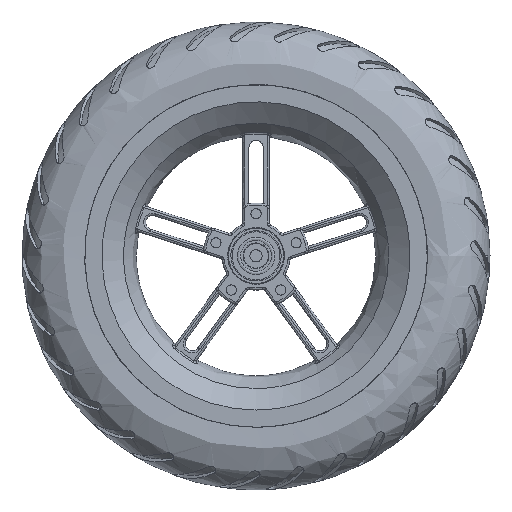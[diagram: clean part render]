
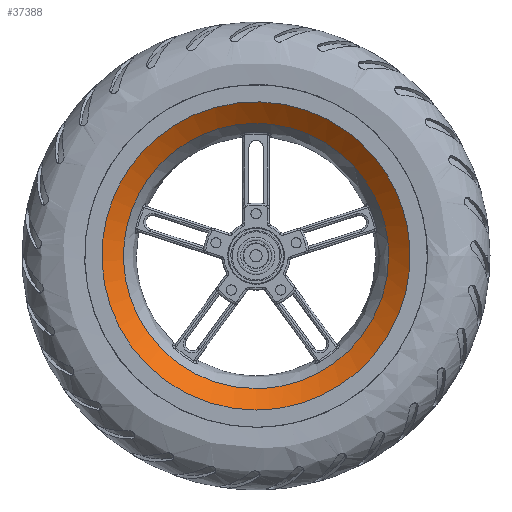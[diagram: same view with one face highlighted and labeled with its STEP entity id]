
A CAD part, top view. The second image highlights one B-rep face of the part: STEP entity #37388.
In plain terms, the highlighted free-form (B-spline) face has degree [2, 1] with [9, 2] control points.
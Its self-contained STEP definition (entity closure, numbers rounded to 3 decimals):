
#34176 = EDGE_CURVE('',#34177,#34179,#34181,.T.);
#34177 = VERTEX_POINT('',#34178);
#34178 = CARTESIAN_POINT('',(0.,-73.465,
    42.148));
#34179 = VERTEX_POINT('',#34180);
#34180 = CARTESIAN_POINT('',(73.465,0.,
    42.148));
#34181 = ( BOUNDED_CURVE() B_SPLINE_CURVE(2,(#34182,#34183,#34184,#34185
,#34186),.UNSPECIFIED.,.F.,.F.) B_SPLINE_CURVE_WITH_KNOTS((3,2,3),(
    1.571,3.927,6.283),
.PIECEWISE_BEZIER_KNOTS.) CURVE() GEOMETRIC_REPRESENTATION_ITEM() 
RATIONAL_B_SPLINE_CURVE((1.,0.383,1.,0.383,1.)) 
REPRESENTATION_ITEM('') );
#34182 = CARTESIAN_POINT('',(0.,-73.465,
    42.148));
#34183 = CARTESIAN_POINT('',(-177.36,-73.465,
    42.148));
#34184 = CARTESIAN_POINT('',(-51.948,51.948,
    42.148));
#34185 = CARTESIAN_POINT('',(73.465,177.36,
    42.148));
#34186 = CARTESIAN_POINT('',(73.465,0.,
    42.148));
#34188 = EDGE_CURVE('',#34179,#34177,#34189,.T.);
#34189 = ( BOUNDED_CURVE() B_SPLINE_CURVE(2,(#34190,#34191,#34192),
.UNSPECIFIED.,.F.,.F.) B_SPLINE_CURVE_WITH_KNOTS((3,3),(0.,
1.571),.PIECEWISE_BEZIER_KNOTS.) CURVE() 
GEOMETRIC_REPRESENTATION_ITEM() RATIONAL_B_SPLINE_CURVE((1.,
0.707,1.)) REPRESENTATION_ITEM('') );
#34190 = CARTESIAN_POINT('',(73.465,0.,42.148));
#34191 = CARTESIAN_POINT('',(73.465,-73.465,
    42.148));
#34192 = CARTESIAN_POINT('',(0.,-73.465,
    42.148));
#37388 = ADVANCED_FACE('',(#37389),#37411,.F.);
#37389 = FACE_BOUND('',#37390,.F.);
#37390 = EDGE_LOOP('',(#37391,#37398,#37408,#37409,#37410));
#37391 = ORIENTED_EDGE('',*,*,#37392,.T.);
#37392 = EDGE_CURVE('',#34177,#37393,#37395,.T.);
#37393 = VERTEX_POINT('',#37394);
#37394 = CARTESIAN_POINT('',(0.,-85.364,
    51.702));
#37395 = B_SPLINE_CURVE_WITH_KNOTS('',1,(#37396,#37397),.UNSPECIFIED.,
  .F.,.F.,(2,2),(-6.788,6.788),
  .PIECEWISE_BEZIER_KNOTS.);
#37396 = CARTESIAN_POINT('',(0.,-73.465,
    42.148));
#37397 = CARTESIAN_POINT('',(0.,-85.364,
    51.702));
#37398 = ORIENTED_EDGE('',*,*,#37399,.T.);
#37399 = EDGE_CURVE('',#37393,#37393,#37400,.T.);
#37400 = ( BOUNDED_CURVE() B_SPLINE_CURVE(2,(#37401,#37402,#37403,#37404
    ,#37405,#37406,#37407),.UNSPECIFIED.,.T.,.F.) 
B_SPLINE_CURVE_WITH_KNOTS((3,2,2,3),(1.571,3.665,
5.76,7.854),.PIECEWISE_BEZIER_KNOTS.) CURVE() 
GEOMETRIC_REPRESENTATION_ITEM() RATIONAL_B_SPLINE_CURVE((1.,0.5,1.,0.5,
1.,0.5,1.)) REPRESENTATION_ITEM('') );
#37401 = CARTESIAN_POINT('',(0.,-85.364,
    51.702));
#37402 = CARTESIAN_POINT('',(-147.854,-85.364,
    51.702));
#37403 = CARTESIAN_POINT('',(-73.927,42.682,
    51.702));
#37404 = CARTESIAN_POINT('',(0.,170.727,
    51.702));
#37405 = CARTESIAN_POINT('',(73.927,42.682,
    51.702));
#37406 = CARTESIAN_POINT('',(147.854,-85.364,
    51.702));
#37407 = CARTESIAN_POINT('',(0.,-85.364,
    51.702));
#37408 = ORIENTED_EDGE('',*,*,#37392,.F.);
#37409 = ORIENTED_EDGE('',*,*,#34188,.F.);
#37410 = ORIENTED_EDGE('',*,*,#34176,.F.);
#37411 = ( BOUNDED_SURFACE() B_SPLINE_SURFACE(2,1,(
    (#37412,#37413)
    ,(#37414,#37415)
    ,(#37416,#37417)
    ,(#37418,#37419)
    ,(#37420,#37421)
    ,(#37422,#37423)
    ,(#37424,#37425)
    ,(#37426,#37427)
    ,(#37428,#37429
)),.UNSPECIFIED.,.T.,.F.,.F.) B_SPLINE_SURFACE_WITH_KNOTS((3,2,2,2,3),(2
    ,2),(3.142,4.189,6.283,8.378,
    9.425),(-6.788,6.788),.UNSPECIFIED.) 
GEOMETRIC_REPRESENTATION_ITEM() RATIONAL_B_SPLINE_SURFACE((
    (0.75,0.75)
    ,(0.75,0.75)
    ,(1.,1.)
    ,(0.5,0.5)
    ,(1.,1.)
    ,(0.5,0.5)
    ,(1.,1.)
    ,(0.75,0.75)
,(0.75,0.75))) REPRESENTATION_ITEM('') SURFACE() );
#37412 = CARTESIAN_POINT('',(0.,-73.465,
    42.148));
#37413 = CARTESIAN_POINT('',(0.,-85.364,
    51.702));
#37414 = CARTESIAN_POINT('',(42.415,-73.465,
    42.148));
#37415 = CARTESIAN_POINT('',(49.285,-85.364,
    51.702));
#37416 = CARTESIAN_POINT('',(63.623,-36.733,
    42.148));
#37417 = CARTESIAN_POINT('',(73.927,-42.682,
    51.702));
#37418 = CARTESIAN_POINT('',(127.245,73.465,
    42.148));
#37419 = CARTESIAN_POINT('',(147.854,85.364,
    51.702));
#37420 = CARTESIAN_POINT('',(0.,73.465,42.148));
#37421 = CARTESIAN_POINT('',(0.,85.364,51.702));
#37422 = CARTESIAN_POINT('',(-127.245,73.465,
    42.148));
#37423 = CARTESIAN_POINT('',(-147.854,85.364,
    51.702));
#37424 = CARTESIAN_POINT('',(-63.623,-36.733,
    42.148));
#37425 = CARTESIAN_POINT('',(-73.927,-42.682,
    51.702));
#37426 = CARTESIAN_POINT('',(-42.415,-73.465,
    42.148));
#37427 = CARTESIAN_POINT('',(-49.285,-85.364,
    51.702));
#37428 = CARTESIAN_POINT('',(0.,-73.465,
    42.148));
#37429 = CARTESIAN_POINT('',(0.,-85.364,
    51.702));
